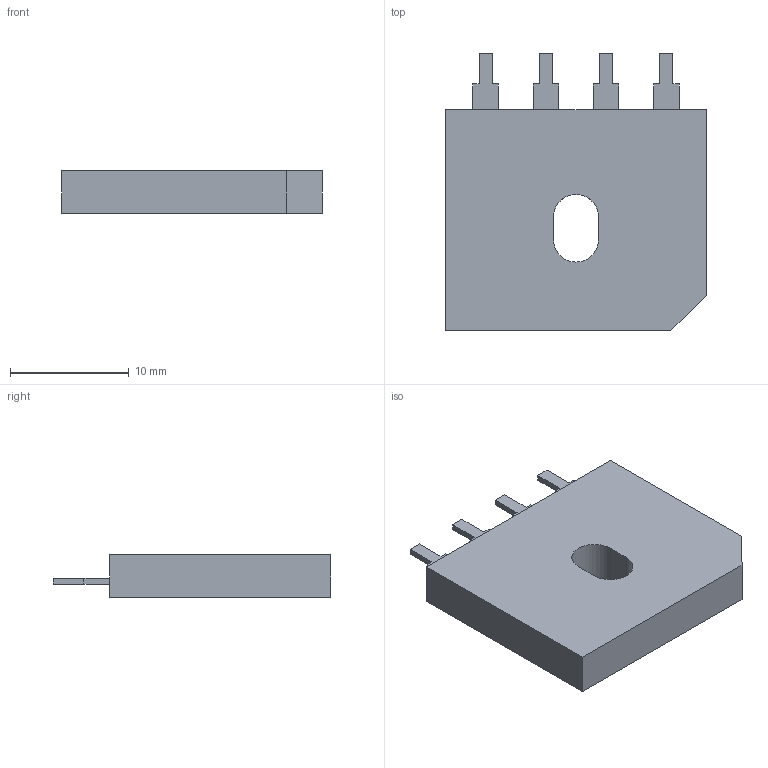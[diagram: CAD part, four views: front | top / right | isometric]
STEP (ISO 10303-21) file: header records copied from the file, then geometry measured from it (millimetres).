
FILE_DESCRIPTION (( 'STEP AP214' ), '1' );
FILE_NAME ('GBU1510.STEP', '2022-08-06T15:36:38', ( '' ), ( '' ), 'SwSTEP 2.0', 'SolidWorks 2022', '' );
FILE_SCHEMA (( 'AUTOMOTIVE_DESIGN' ));
Length unit declared in the file: millimetre
Products named in the file (1): GBU1510
Bounding box: 22 x 23.42 x 3.55 mm (x, y, z)
Volume: 1387.5 mm3; surface area: 1217 mm2
Topology: 5 solids, 5 shells, 309 faces, 840 edges, 560 vertices
Faces by surface type: bspline 156, plane 151, cylinder 2
Entity records: 14726 total; most frequent: CARTESIAN_POINT 7762, ORIENTED_EDGE 1680, DIRECTION 840, EDGE_CURVE 840, VERTEX_POINT 560, VECTOR 524, LINE 524, EDGE_LOOP 330
